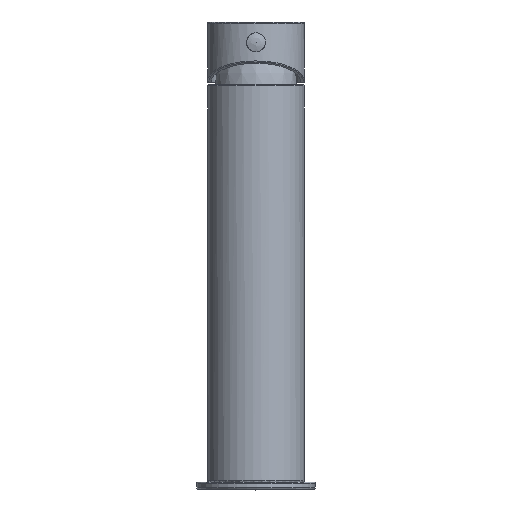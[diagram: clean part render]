
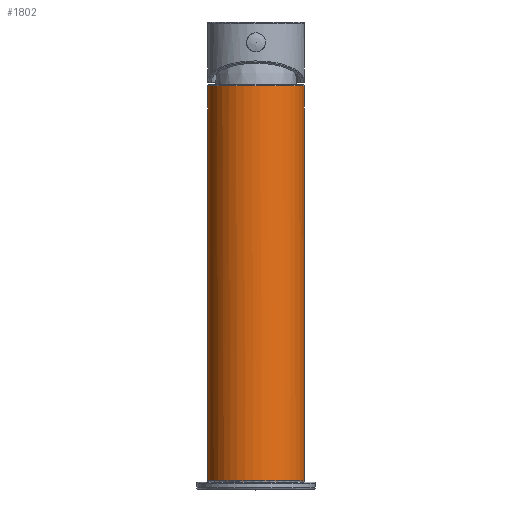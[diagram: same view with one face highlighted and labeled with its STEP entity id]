
A CAD part, top view. The second image highlights one B-rep face of the part: STEP entity #1802.
In plain terms, the highlighted cylindrical face has radius 20.5 mm (diameter 41 mm), a full revolution.
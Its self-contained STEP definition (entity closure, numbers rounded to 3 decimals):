
#39=B_SPLINE_CURVE_WITH_KNOTS('',3,(#2858,#2859,#2860,#2861,#2862,#2863,
#2864,#2865,#2866,#2867,#2868,#2869,#2870,#2871,#2872,#2873),
 .UNSPECIFIED.,.F.,.F.,(4,3,3,3,3,4),(0.,0.203,0.474,
0.737,0.928,1.),.UNSPECIFIED.);
#40=B_SPLINE_CURVE_WITH_KNOTS('',3,(#2876,#2877,#2878,#2879,#2880,#2881,
#2882,#2883,#2884,#2885,#2886,#2887,#2888,#2889,#2890,#2891,#2892,#2893,
#2894),.UNSPECIFIED.,.F.,.F.,(4,3,3,3,3,3,4),(0.,0.134,0.282,
0.466,0.656,0.889,1.),.UNSPECIFIED.);
#70=CYLINDRICAL_SURFACE('',#1955,20.5);
#127=LINE('',#2847,#212);
#128=LINE('',#2856,#213);
#212=VECTOR('',#2264,27.5);
#213=VECTOR('',#2275,27.5);
#314=FACE_BOUND('',#470,.T.);
#345=FACE_OUTER_BOUND('',#469,.T.);
#469=EDGE_LOOP('',(#1193,#1194,#1195,#1196,#1197,#1198));
#470=EDGE_LOOP('',(#1199));
#603=CIRCLE('',#1931,20.5);
#614=CIRCLE('',#1953,20.5);
#616=CIRCLE('',#1956,20.5);
#737=VERTEX_POINT('',#2802);
#738=VERTEX_POINT('',#2806);
#748=VERTEX_POINT('',#2846);
#749=VERTEX_POINT('',#2850);
#751=VERTEX_POINT('',#2855);
#752=VERTEX_POINT('',#2857);
#753=VERTEX_POINT('',#2874);
#893=EDGE_CURVE('',#738,#737,#603,.T.);
#912=EDGE_CURVE('',#737,#748,#127,.T.);
#914=EDGE_CURVE('',#749,#749,#614,.T.);
#916=EDGE_CURVE('',#751,#738,#128,.T.);
#917=EDGE_CURVE('',#752,#751,#39,.T.);
#918=EDGE_CURVE('',#753,#752,#616,.T.);
#919=EDGE_CURVE('',#748,#753,#40,.T.);
#1193=ORIENTED_EDGE('',*,*,#893,.F.);
#1194=ORIENTED_EDGE('',*,*,#916,.F.);
#1195=ORIENTED_EDGE('',*,*,#917,.F.);
#1196=ORIENTED_EDGE('',*,*,#918,.F.);
#1197=ORIENTED_EDGE('',*,*,#919,.F.);
#1198=ORIENTED_EDGE('',*,*,#912,.F.);
#1199=ORIENTED_EDGE('',*,*,#914,.F.);
#1802=ADVANCED_FACE('',(#345,#314),#70,.T.);
#1931=AXIS2_PLACEMENT_3D('',#2808,#2215,#2216);
#1953=AXIS2_PLACEMENT_3D('',#2851,#2269,#2270);
#1955=AXIS2_PLACEMENT_3D('',#2854,#2273,#2274);
#1956=AXIS2_PLACEMENT_3D('',#2875,#2276,#2277);
#2215=DIRECTION('center_axis',(0.,1.,0.));
#2216=DIRECTION('ref_axis',(0.,0.,1.));
#2264=DIRECTION('',(0.,-1.,0.));
#2269=DIRECTION('center_axis',(0.,-1.,0.));
#2270=DIRECTION('ref_axis',(1.,0.,0.));
#2273=DIRECTION('center_axis',(0.,1.,0.));
#2274=DIRECTION('ref_axis',(1.,0.,0.));
#2275=DIRECTION('',(0.,1.,0.));
#2276=DIRECTION('center_axis',(0.,1.,0.));
#2277=DIRECTION('ref_axis',(0.,0.,-1.));
#2802=CARTESIAN_POINT('',(9.84,167.5,-17.984));
#2806=CARTESIAN_POINT('',(-9.84,167.5,-17.984));
#2808=CARTESIAN_POINT('Origin',(0.,167.5,0.));
#2846=CARTESIAN_POINT('',(9.84,140.,-17.984));
#2847=CARTESIAN_POINT('',(9.84,0.,-17.984));
#2850=CARTESIAN_POINT('',(-20.5,0.5,0.));
#2851=CARTESIAN_POINT('Origin',(0.,0.5,0.));
#2854=CARTESIAN_POINT('Origin',(0.,0.,0.));
#2855=CARTESIAN_POINT('',(-9.84,140.,-17.984));
#2856=CARTESIAN_POINT('',(-9.84,0.,-17.984));
#2857=CARTESIAN_POINT('',(-4.705,129.5,-19.953));
#2858=CARTESIAN_POINT('Ctrl Pts',(-4.705,129.5,-19.953));
#2859=CARTESIAN_POINT('Ctrl Pts',(-5.487,129.5,-19.768));
#2860=CARTESIAN_POINT('Ctrl Pts',(-6.186,129.525,-19.555));
#2861=CARTESIAN_POINT('Ctrl Pts',(-6.797,129.806,-19.34));
#2862=CARTESIAN_POINT('Ctrl Pts',(-7.609,130.18,-19.055));
#2863=CARTESIAN_POINT('Ctrl Pts',(-8.267,131.008,-18.767));
#2864=CARTESIAN_POINT('Ctrl Pts',(-8.747,132.194,-18.54));
#2865=CARTESIAN_POINT('Ctrl Pts',(-9.214,133.347,-18.32));
#2866=CARTESIAN_POINT('Ctrl Pts',(-9.512,134.808,-18.16));
#2867=CARTESIAN_POINT('Ctrl Pts',(-9.67,136.219,-18.076));
#2868=CARTESIAN_POINT('Ctrl Pts',(-9.785,137.242,-18.015));
#2869=CARTESIAN_POINT('Ctrl Pts',(-9.825,138.233,-17.992));
#2870=CARTESIAN_POINT('Ctrl Pts',(-9.836,139.086,-17.986));
#2871=CARTESIAN_POINT('Ctrl Pts',(-9.84,139.409,-17.984));
#2872=CARTESIAN_POINT('Ctrl Pts',(-9.84,139.715,-17.984));
#2873=CARTESIAN_POINT('Ctrl Pts',(-9.84,140.,-17.984));
#2874=CARTESIAN_POINT('',(4.705,129.5,-19.953));
#2875=CARTESIAN_POINT('Origin',(0.,129.5,0.));
#2876=CARTESIAN_POINT('Ctrl Pts',(9.84,140.,-17.984));
#2877=CARTESIAN_POINT('Ctrl Pts',(9.84,139.472,-17.984));
#2878=CARTESIAN_POINT('Ctrl Pts',(9.838,138.872,-17.985));
#2879=CARTESIAN_POINT('Ctrl Pts',(9.814,138.216,-17.998));
#2880=CARTESIAN_POINT('Ctrl Pts',(9.788,137.487,-18.012));
#2881=CARTESIAN_POINT('Ctrl Pts',(9.733,136.722,-18.043));
#2882=CARTESIAN_POINT('Ctrl Pts',(9.632,135.91,-18.096));
#2883=CARTESIAN_POINT('Ctrl Pts',(9.506,134.903,-18.163));
#2884=CARTESIAN_POINT('Ctrl Pts',(9.315,133.925,-18.264));
#2885=CARTESIAN_POINT('Ctrl Pts',(9.037,133.021,-18.401));
#2886=CARTESIAN_POINT('Ctrl Pts',(8.752,132.093,-18.541));
#2887=CARTESIAN_POINT('Ctrl Pts',(8.386,131.32,-18.713));
#2888=CARTESIAN_POINT('Ctrl Pts',(7.933,130.737,-18.903));
#2889=CARTESIAN_POINT('Ctrl Pts',(7.376,130.02,-19.137));
#2890=CARTESIAN_POINT('Ctrl Pts',(6.707,129.67,-19.389));
#2891=CARTESIAN_POINT('Ctrl Pts',(5.913,129.557,-19.629));
#2892=CARTESIAN_POINT('Ctrl Pts',(5.533,129.502,-19.743));
#2893=CARTESIAN_POINT('Ctrl Pts',(5.133,129.5,-19.852));
#2894=CARTESIAN_POINT('Ctrl Pts',(4.705,129.5,-19.953));
